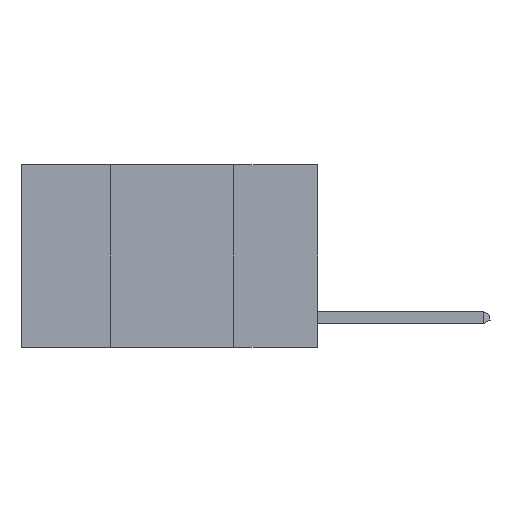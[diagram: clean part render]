
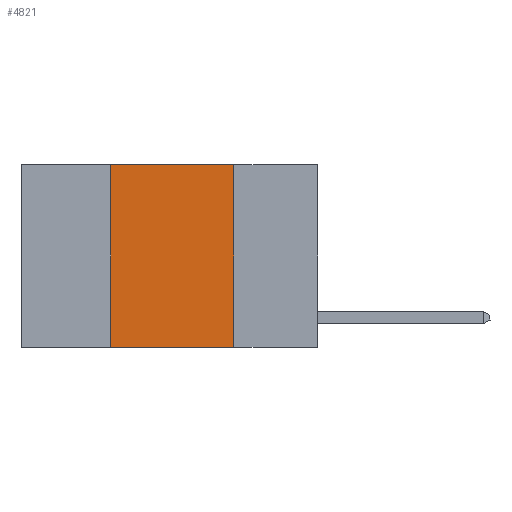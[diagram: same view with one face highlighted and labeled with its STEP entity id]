
A CAD part, left-side view. The second image highlights one B-rep face of the part: STEP entity #4821.
In plain terms, the highlighted planar face has unit normal (-1, 0, 0).
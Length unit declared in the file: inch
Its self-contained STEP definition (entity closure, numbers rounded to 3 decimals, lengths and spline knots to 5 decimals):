
#411 = ORIENTED_EDGE ( 'NONE', *, *, #17688, .T. ) ;
#916 = EDGE_CURVE ( 'NONE', #2091, #20571, #5640, .T. ) ;
#2091 = VERTEX_POINT ( 'NONE', #17183 ) ;
#4079 = ORIENTED_EDGE ( 'NONE', *, *, #13608, .F. ) ;
#4821 = ADVANCED_FACE ( 'NONE', ( #21809 ), #12313, .F. ) ;
#5051 = DIRECTION ( 'NONE',  ( 0., -1., 0. ) ) ;
#5578 = CARTESIAN_POINT ( 'NONE',  ( 0., 0.17, 0. ) ) ;
#5640 = LINE ( 'NONE', #14490, #14727 ) ;
#5990 = CARTESIAN_POINT ( 'NONE',  ( 0., 0.6, 0. ) ) ;
#6498 = VECTOR ( 'NONE', #7392, 39.37008 ) ;
#7392 = DIRECTION ( 'NONE',  ( 0., 0., -1. ) ) ;
#7890 = VERTEX_POINT ( 'NONE', #21226 ) ;
#9506 = ORIENTED_EDGE ( 'NONE', *, *, #916, .F. ) ;
#10393 = VERTEX_POINT ( 'NONE', #14078 ) ;
#10553 = CARTESIAN_POINT ( 'NONE',  ( 0., 0.6, 0. ) ) ;
#11505 = CARTESIAN_POINT ( 'NONE',  ( 0., 0.42, 0. ) ) ;
#11940 = LINE ( 'NONE', #21421, #21022 ) ;
#12174 = EDGE_CURVE ( 'NONE', #7890, #10393, #16166, .T. ) ;
#12313 = PLANE ( 'NONE',  #18517 ) ;
#12383 = DIRECTION ( 'NONE',  ( 0., 0., -1. ) ) ;
#13182 = ORIENTED_EDGE ( 'NONE', *, *, #12174, .F. ) ;
#13241 = LINE ( 'NONE', #5990, #22341 ) ;
#13608 = EDGE_CURVE ( 'NONE', #20571, #7890, #13241, .T. ) ;
#14078 = CARTESIAN_POINT ( 'NONE',  ( 0., 0.17, -0.37 ) ) ;
#14490 = CARTESIAN_POINT ( 'NONE',  ( 0., 0.42, 0. ) ) ;
#14727 = VECTOR ( 'NONE', #18143, 39.37008 ) ;
#16166 = LINE ( 'NONE', #5578, #6498 ) ;
#17183 = CARTESIAN_POINT ( 'NONE',  ( 0., 0.42, -0.37 ) ) ;
#17688 = EDGE_CURVE ( 'NONE', #2091, #10393, #11940, .T. ) ;
#18143 = DIRECTION ( 'NONE',  ( 0., 0., 1. ) ) ;
#18517 = AXIS2_PLACEMENT_3D ( 'NONE', #10553, #23246, #12383 ) ;
#20571 = VERTEX_POINT ( 'NONE', #11505 ) ;
#21022 = VECTOR ( 'NONE', #5051, 39.37008 ) ;
#21226 = CARTESIAN_POINT ( 'NONE',  ( 0., 0.17, 0. ) ) ;
#21421 = CARTESIAN_POINT ( 'NONE',  ( 0., 0.6, -0.37 ) ) ;
#21809 = FACE_OUTER_BOUND ( 'NONE', #22243, .T. ) ;
#22243 = EDGE_LOOP ( 'NONE', ( #13182, #4079, #9506, #411 ) ) ;
#22341 = VECTOR ( 'NONE', #22359, 39.37008 ) ;
#22359 = DIRECTION ( 'NONE',  ( 0., -1., 0. ) ) ;
#23246 = DIRECTION ( 'NONE',  ( 1., 0., 0. ) ) ;
